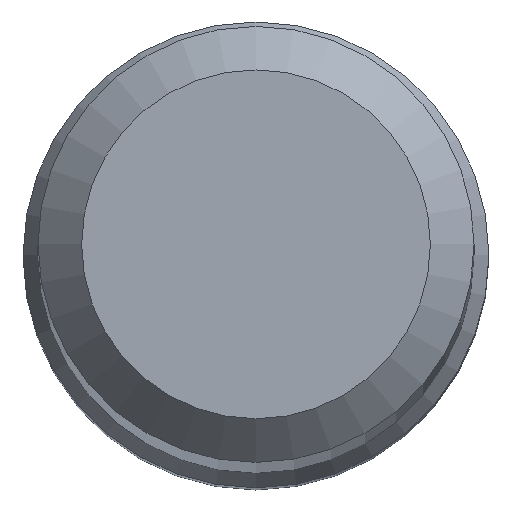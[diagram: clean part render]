
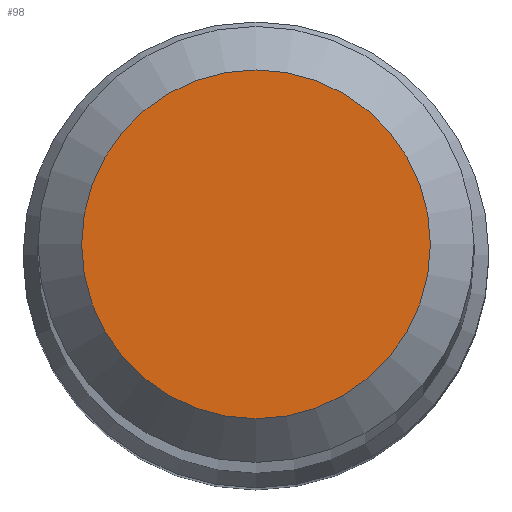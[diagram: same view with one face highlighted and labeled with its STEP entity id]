
A CAD part, top view. The second image highlights one B-rep face of the part: STEP entity #98.
In plain terms, the highlighted planar face has unit normal (0, 0, 1).
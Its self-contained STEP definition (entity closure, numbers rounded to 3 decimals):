
#16 = CIRCLE ( 'NONE', #233, 2.4 ) ;
#17 = CARTESIAN_POINT ( 'NONE',  ( 0., 0., 101. ) ) ;
#46 = PLANE ( 'NONE',  #108 ) ;
#53 = DIRECTION ( 'NONE',  ( 0., -1., 0. ) ) ;
#64 = EDGE_LOOP ( 'NONE', ( #213 ) ) ;
#98 = ADVANCED_FACE ( 'NONE', ( #121 ), #46, .T. ) ;
#108 = AXIS2_PLACEMENT_3D ( 'NONE', #17, #116, #53 ) ;
#116 = DIRECTION ( 'NONE',  ( 0., 0., 1. ) ) ;
#121 = FACE_OUTER_BOUND ( 'NONE', #64, .T. ) ;
#146 = DIRECTION ( 'NONE',  ( 0., 0., -1. ) ) ;
#148 = DIRECTION ( 'NONE',  ( 0., 1., 0. ) ) ;
#180 = CARTESIAN_POINT ( 'NONE',  ( 0., 0., 101. ) ) ;
#205 = CARTESIAN_POINT ( 'NONE',  ( 0., 2.4, 101. ) ) ;
#207 = VERTEX_POINT ( 'NONE', #205 ) ;
#213 = ORIENTED_EDGE ( 'NONE', *, *, #238, .F. ) ;
#233 = AXIS2_PLACEMENT_3D ( 'NONE', #180, #146, #148 ) ;
#238 = EDGE_CURVE ( 'NONE', #207, #207, #16, .T. ) ;
